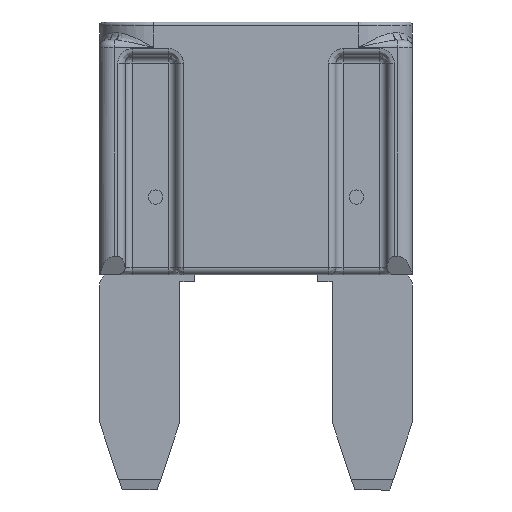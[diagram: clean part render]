
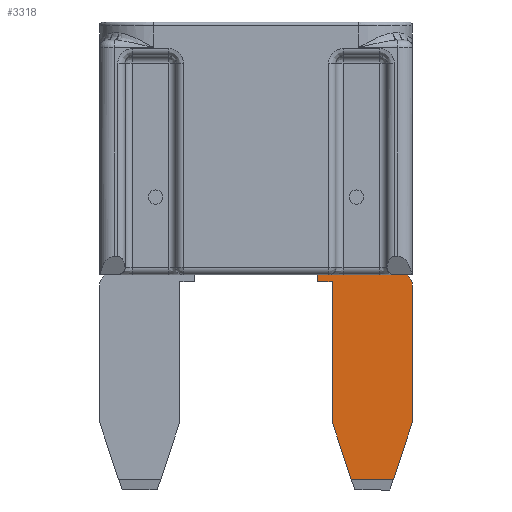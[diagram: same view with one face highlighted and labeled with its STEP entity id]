
A CAD part, front view. The second image highlights one B-rep face of the part: STEP entity #3318.
In plain terms, the highlighted face is planar.
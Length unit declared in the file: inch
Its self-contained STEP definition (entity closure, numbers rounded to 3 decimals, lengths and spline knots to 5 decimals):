
#403 = DIRECTION ( 'NONE',  ( 1., 0., 0. ) ) ;
#458 = CARTESIAN_POINT ( 'NONE',  ( 0.3189, 0.31, 0.01544 ) ) ;
#637 = ORIENTED_EDGE ( 'NONE', *, *, #1503, .F. ) ;
#961 = LINE ( 'NONE', #10330, #19594 ) ;
#1161 = ORIENTED_EDGE ( 'NONE', *, *, #17536, .F. ) ;
#1343 = VECTOR ( 'NONE', #11943, 39.37008 ) ;
#1498 = CARTESIAN_POINT ( 'NONE',  ( 0.29921, -0.00984, 0.01544 ) ) ;
#1503 = EDGE_CURVE ( 'NONE', #15043, #14962, #6449, .T. ) ;
#1574 = VERTEX_POINT ( 'NONE', #5503 ) ;
#1608 = CARTESIAN_POINT ( 'NONE',  ( 0.40289, -0.28063, 0.01544 ) ) ;
#2053 = CARTESIAN_POINT ( 'NONE',  ( 0.29921, 0., 0.01544 ) ) ;
#2516 = LINE ( 'NONE', #22983, #7455 ) ;
#2957 = EDGE_CURVE ( 'NONE', #20284, #1574, #8653, .T. ) ;
#2991 = EDGE_CURVE ( 'NONE', #17277, #5135, #13384, .T. ) ;
#3080 = ORIENTED_EDGE ( 'NONE', *, *, #7804, .F. ) ;
#3222 = VERTEX_POINT ( 'NONE', #14343 ) ;
#3318 = ADVANCED_FACE ( 'NONE', ( #10051 ), #11804, .F. ) ;
#3368 = ORIENTED_EDGE ( 'NONE', *, *, #20189, .F. ) ;
#3516 = LINE ( 'NONE', #9416, #22013 ) ;
#4056 = DIRECTION ( 'NONE',  ( 0., 1., 0. ) ) ;
#4380 = ORIENTED_EDGE ( 'NONE', *, *, #11670, .F. ) ;
#4625 = DIRECTION ( 'NONE',  ( 0., 0., -1. ) ) ;
#5135 = VERTEX_POINT ( 'NONE', #6534 ) ;
#5503 = CARTESIAN_POINT ( 'NONE',  ( 0.42913, -0.0157, 0.01544 ) ) ;
#5628 = CARTESIAN_POINT ( 'NONE',  ( 0.3189, 0., 0.01544 ) ) ;
#5768 = AXIS2_PLACEMENT_3D ( 'NONE', #15389, #4625, #17165 ) ;
#5890 = CARTESIAN_POINT ( 'NONE',  ( 0.331, 0.31, 0.01544 ) ) ;
#6449 = LINE ( 'NONE', #8873, #15406 ) ;
#6534 = CARTESIAN_POINT ( 'NONE',  ( 0.371, 0.32646, 0.01544 ) ) ;
#6839 = LINE ( 'NONE', #10178, #1343 ) ;
#6958 = VECTOR ( 'NONE', #21727, 39.37008 ) ;
#6988 = EDGE_CURVE ( 'NONE', #9089, #14226, #23336, .T. ) ;
#7108 = DIRECTION ( 'NONE',  ( -1., 0., 0. ) ) ;
#7113 = ORIENTED_EDGE ( 'NONE', *, *, #2957, .F. ) ;
#7227 = ORIENTED_EDGE ( 'NONE', *, *, #2991, .F. ) ;
#7455 = VECTOR ( 'NONE', #14131, 39.37008 ) ;
#7503 = CARTESIAN_POINT ( 'NONE',  ( 0.42913, -0.0157, 0.01544 ) ) ;
#7755 = VERTEX_POINT ( 'NONE', #12755 ) ;
#7766 = VERTEX_POINT ( 'NONE', #5628 ) ;
#7804 = EDGE_CURVE ( 'NONE', #14962, #3222, #17390, .T. ) ;
#7872 = VERTEX_POINT ( 'NONE', #13282 ) ;
#8416 = DIRECTION ( 'NONE',  ( 0.316, 0.949, 0. ) ) ;
#8487 = LINE ( 'NONE', #19507, #12116 ) ;
#8601 = VERTEX_POINT ( 'NONE', #13810 ) ;
#8653 = CIRCLE ( 'NONE', #11014, 0.01969 ) ;
#8695 = EDGE_CURVE ( 'NONE', #9089, #7872, #8487, .T. ) ;
#8873 = CARTESIAN_POINT ( 'NONE',  ( 0.29921, -0.00984, 0.01544 ) ) ;
#9025 = DIRECTION ( 'NONE',  ( -1., 0., 0. ) ) ;
#9089 = VERTEX_POINT ( 'NONE', #1608 ) ;
#9416 = CARTESIAN_POINT ( 'NONE',  ( 0.3189, 0.31, 0.01544 ) ) ;
#9695 = VECTOR ( 'NONE', #8416, 39.37008 ) ;
#9711 = ORIENTED_EDGE ( 'NONE', *, *, #6988, .T. ) ;
#9738 = ORIENTED_EDGE ( 'NONE', *, *, #10463, .F. ) ;
#10051 = FACE_OUTER_BOUND ( 'NONE', #22397, .T. ) ;
#10178 = CARTESIAN_POINT ( 'NONE',  ( 0.331, 0.32646, 0.01544 ) ) ;
#10228 = EDGE_CURVE ( 'NONE', #20207, #7872, #19163, .T. ) ;
#10330 = CARTESIAN_POINT ( 'NONE',  ( 0.371, 0.32646, 0.01544 ) ) ;
#10412 = CARTESIAN_POINT ( 'NONE',  ( 0.3189, -0.20189, 0.01544 ) ) ;
#10463 = EDGE_CURVE ( 'NONE', #1574, #14226, #21161, .T. ) ;
#10513 = DIRECTION ( 'NONE',  ( -1., 0., 0. ) ) ;
#10590 = DIRECTION ( 'NONE',  ( 0., 0., -1. ) ) ;
#10666 = CARTESIAN_POINT ( 'NONE',  ( 0.40945, -0.0157, 0.01544 ) ) ;
#11014 = AXIS2_PLACEMENT_3D ( 'NONE', #22692, #22609, #22544 ) ;
#11305 = AXIS2_PLACEMENT_3D ( 'NONE', #10666, #10590, #10513 ) ;
#11670 = EDGE_CURVE ( 'NONE', #5135, #8601, #961, .T. ) ;
#11804 = PLANE ( 'NONE',  #11305 ) ;
#11943 = DIRECTION ( 'NONE',  ( 0., 1., 0. ) ) ;
#12051 = ORIENTED_EDGE ( 'NONE', *, *, #22369, .F. ) ;
#12116 = VECTOR ( 'NONE', #7108, 39.37008 ) ;
#12360 = ORIENTED_EDGE ( 'NONE', *, *, #14102, .F. ) ;
#12556 = CARTESIAN_POINT ( 'NONE',  ( 0.3189, 0., 0.01544 ) ) ;
#12755 = CARTESIAN_POINT ( 'NONE',  ( 0.331, 0.31, 0.01544 ) ) ;
#13282 = CARTESIAN_POINT ( 'NONE',  ( 0.34514, -0.28063, 0.01544 ) ) ;
#13384 = LINE ( 'NONE', #15969, #17584 ) ;
#13810 = CARTESIAN_POINT ( 'NONE',  ( 0.371, 0.07874, 0.01544 ) ) ;
#13934 = EDGE_CURVE ( 'NONE', #3222, #7766, #21353, .T. ) ;
#14102 = EDGE_CURVE ( 'NONE', #17864, #7755, #22434, .T. ) ;
#14131 = DIRECTION ( 'NONE',  ( 0., 1., 0. ) ) ;
#14226 = VERTEX_POINT ( 'NONE', #22253 ) ;
#14343 = CARTESIAN_POINT ( 'NONE',  ( 0.29921, 0., 0.01544 ) ) ;
#14449 = VECTOR ( 'NONE', #19348, 39.37008 ) ;
#14962 = VERTEX_POINT ( 'NONE', #1498 ) ;
#15043 = VERTEX_POINT ( 'NONE', #21827 ) ;
#15389 = CARTESIAN_POINT ( 'NONE',  ( 0.46918, 0.08564, 0.01544 ) ) ;
#15406 = VECTOR ( 'NONE', #9025, 39.37008 ) ;
#15969 = CARTESIAN_POINT ( 'NONE',  ( 0.371, 0.32646, 0.01544 ) ) ;
#16176 = DIRECTION ( 'NONE',  ( 1., 0., 0. ) ) ;
#16517 = DIRECTION ( 'NONE',  ( 0., 1., 0. ) ) ;
#16639 = VECTOR ( 'NONE', #16176, 39.37008 ) ;
#16732 = ORIENTED_EDGE ( 'NONE', *, *, #8695, .F. ) ;
#17165 = DIRECTION ( 'NONE',  ( 1., 0., 0. ) ) ;
#17277 = VERTEX_POINT ( 'NONE', #22264 ) ;
#17390 = LINE ( 'NONE', #2053, #22086 ) ;
#17536 = EDGE_CURVE ( 'NONE', #20207, #15043, #2516, .T. ) ;
#17556 = CARTESIAN_POINT ( 'NONE',  ( 0.3189, -0.20189, 0.01544 ) ) ;
#17584 = VECTOR ( 'NONE', #22365, 39.37008 ) ;
#17742 = VECTOR ( 'NONE', #403, 39.37008 ) ;
#17864 = VERTEX_POINT ( 'NONE', #458 ) ;
#19099 = CARTESIAN_POINT ( 'NONE',  ( 0.38976, -0.32, 0.01544 ) ) ;
#19163 = LINE ( 'NONE', #17556, #14449 ) ;
#19348 = DIRECTION ( 'NONE',  ( 0.316, -0.949, 0. ) ) ;
#19507 = CARTESIAN_POINT ( 'NONE',  ( 0.40945, -0.28063, 0.01544 ) ) ;
#19594 = VECTOR ( 'NONE', #22736, 39.37008 ) ;
#20157 = EDGE_CURVE ( 'NONE', #20284, #8601, #20507, .T. ) ;
#20189 = EDGE_CURVE ( 'NONE', #7755, #17277, #6839, .T. ) ;
#20207 = VERTEX_POINT ( 'NONE', #10412 ) ;
#20284 = VERTEX_POINT ( 'NONE', #22917 ) ;
#20507 = CIRCLE ( 'NONE', #5768, 0.09843 ) ;
#21161 = LINE ( 'NONE', #7503, #6958 ) ;
#21353 = LINE ( 'NONE', #12556, #16639 ) ;
#21368 = ORIENTED_EDGE ( 'NONE', *, *, #13934, .F. ) ;
#21648 = ORIENTED_EDGE ( 'NONE', *, *, #10228, .T. ) ;
#21727 = DIRECTION ( 'NONE',  ( 0., -1., 0. ) ) ;
#21812 = ORIENTED_EDGE ( 'NONE', *, *, #20157, .T. ) ;
#21827 = CARTESIAN_POINT ( 'NONE',  ( 0.3189, -0.00984, 0.01544 ) ) ;
#22013 = VECTOR ( 'NONE', #4056, 39.37008 ) ;
#22086 = VECTOR ( 'NONE', #16517, 39.37008 ) ;
#22253 = CARTESIAN_POINT ( 'NONE',  ( 0.42913, -0.20189, 0.01544 ) ) ;
#22264 = CARTESIAN_POINT ( 'NONE',  ( 0.331, 0.32646, 0.01544 ) ) ;
#22365 = DIRECTION ( 'NONE',  ( 1., 0., 0. ) ) ;
#22369 = EDGE_CURVE ( 'NONE', #7766, #17864, #3516, .T. ) ;
#22397 = EDGE_LOOP ( 'NONE', ( #16732, #9711, #9738, #7113, #21812, #4380, #7227, #3368, #12360, #12051, #21368, #3080, #637, #1161, #21648 ) ) ;
#22434 = LINE ( 'NONE', #5890, #17742 ) ;
#22544 = DIRECTION ( 'NONE',  ( 1., 0., 0. ) ) ;
#22609 = DIRECTION ( 'NONE',  ( 0., 0., -1. ) ) ;
#22692 = CARTESIAN_POINT ( 'NONE',  ( 0.40945, -0.0157, 0.01544 ) ) ;
#22736 = DIRECTION ( 'NONE',  ( 0., -1., 0. ) ) ;
#22917 = CARTESIAN_POINT ( 'NONE',  ( 0.41585, 0.00291, 0.01544 ) ) ;
#22983 = CARTESIAN_POINT ( 'NONE',  ( 0.3189, -0.00984, 0.01544 ) ) ;
#23336 = LINE ( 'NONE', #19099, #9695 ) ;
